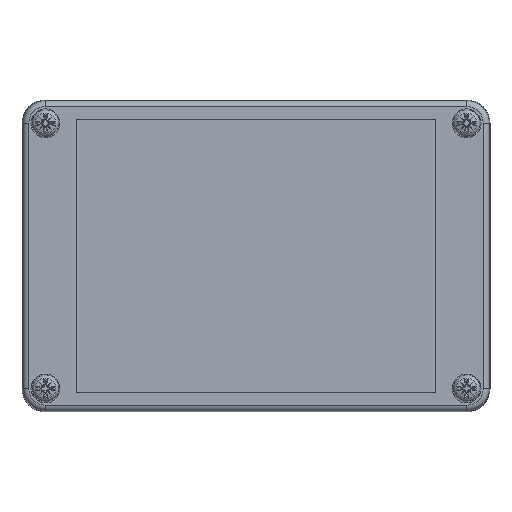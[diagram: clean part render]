
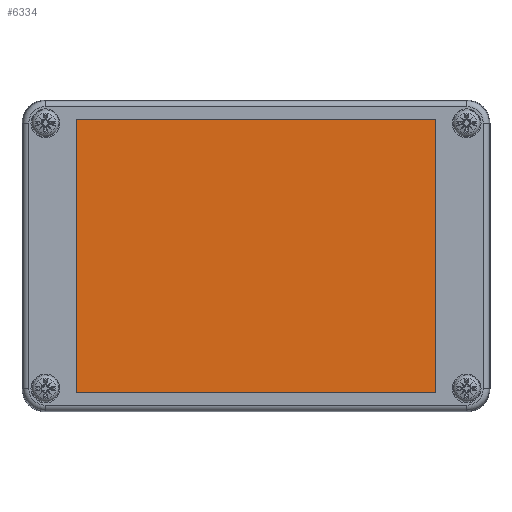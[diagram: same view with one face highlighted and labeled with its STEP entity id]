
A CAD part, top view. The second image highlights one B-rep face of the part: STEP entity #6334.
In plain terms, the highlighted face is planar.
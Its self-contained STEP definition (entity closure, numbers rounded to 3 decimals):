
#6204=CARTESIAN_POINT('',(46.1,35.05,-14.1));
#6205=VERTEX_POINT('',#6204);
#6206=CARTESIAN_POINT('',(46.1,-35.05,-14.1));
#6207=VERTEX_POINT('',#6206);
#6208=CARTESIAN_POINT('',(46.1,35.05,-14.1));
#6209=DIRECTION('',(0.0,-1.0,0.0));
#6210=VECTOR('',#6209,70.1);
#6211=LINE('',#6208,#6210);
#6212=EDGE_CURVE('',#6205,#6207,#6211,.T.);
#6244=CARTESIAN_POINT('',(-46.1,-35.05,-14.1));
#6245=VERTEX_POINT('',#6244);
#6246=CARTESIAN_POINT('',(46.1,-35.05,-14.1));
#6247=DIRECTION('',(-1.0,0.0,0.0));
#6248=VECTOR('',#6247,92.2);
#6249=LINE('',#6246,#6248);
#6250=EDGE_CURVE('',#6207,#6245,#6249,.T.);
#6275=CARTESIAN_POINT('',(-46.1,35.05,-14.1));
#6276=VERTEX_POINT('',#6275);
#6277=CARTESIAN_POINT('',(-46.1,-35.05,-14.1));
#6278=DIRECTION('',(0.0,1.0,0.0));
#6279=VECTOR('',#6278,70.1);
#6280=LINE('',#6277,#6279);
#6281=EDGE_CURVE('',#6245,#6276,#6280,.T.);
#6306=CARTESIAN_POINT('',(-46.1,35.05,-14.1));
#6307=DIRECTION('',(1.0,0.0,0.0));
#6308=VECTOR('',#6307,92.2);
#6309=LINE('',#6306,#6308);
#6310=EDGE_CURVE('',#6276,#6205,#6309,.T.);
#6323=CARTESIAN_POINT('',(0.,0.,-14.1));
#6324=DIRECTION('',(0.0,0.0,1.0));
#6325=DIRECTION('',(1.0,0.0,0.0));
#6326=AXIS2_PLACEMENT_3D('',#6323,#6324,#6325);
#6327=PLANE('',#6326);
#6328=ORIENTED_EDGE('',*,*,#6212,.T.);
#6329=ORIENTED_EDGE('',*,*,#6250,.T.);
#6330=ORIENTED_EDGE('',*,*,#6281,.T.);
#6331=ORIENTED_EDGE('',*,*,#6310,.T.);
#6332=EDGE_LOOP('',(#6328,#6329,#6330,#6331));
#6333=FACE_OUTER_BOUND('',#6332,.T.);
#6334=ADVANCED_FACE('',(#6333),#6327,.F.);
